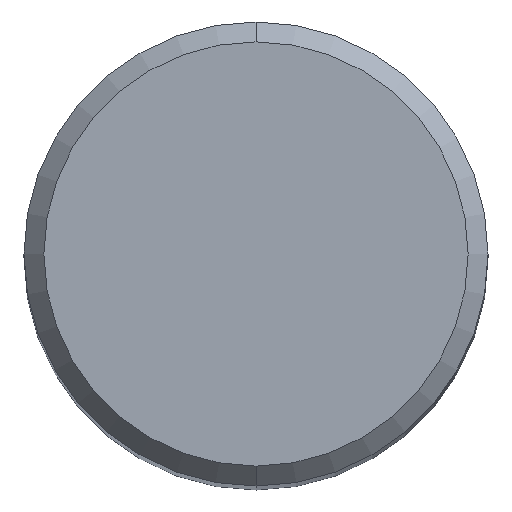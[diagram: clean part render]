
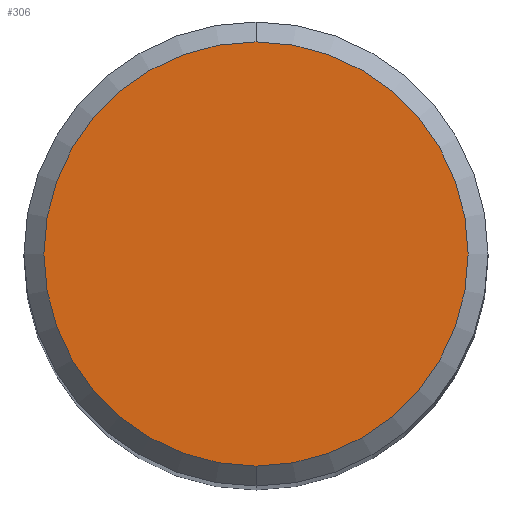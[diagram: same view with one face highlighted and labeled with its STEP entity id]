
A CAD part, top view. The second image highlights one B-rep face of the part: STEP entity #306.
In plain terms, the highlighted planar face has unit normal (0, 0, 1).
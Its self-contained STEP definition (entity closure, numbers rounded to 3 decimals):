
#306=ADVANCED_FACE('',(#620),#621,.T.);
#326=VERTEX_POINT('',#643);
#400=EDGE_CURVE('',#326,#450,#725,.T.);
#434=EDGE_CURVE('',#450,#326,#764,.T.);
#450=VERTEX_POINT('',#781);
#620=FACE_OUTER_BOUND('',#1168,.T.);
#621=PLANE('',#1169);
#643=CARTESIAN_POINT('',(0.0,6.4,0.0));
#725=CIRCLE('',#1359,6.4);
#764=CIRCLE('',#1427,6.4);
#781=CARTESIAN_POINT('',(0.,-6.4,0.0));
#1168=EDGE_LOOP('',(#1646,#1647));
#1169=AXIS2_PLACEMENT_3D('',#1648,#1649,#1650);
#1359=AXIS2_PLACEMENT_3D('',#1772,#1773,#1774);
#1427=AXIS2_PLACEMENT_3D('',#1817,#1818,#1819);
#1646=ORIENTED_EDGE('',*,*,#400,.F.);
#1647=ORIENTED_EDGE('',*,*,#434,.F.);
#1648=CARTESIAN_POINT('',(0.0,3.2,0.0));
#1649=DIRECTION('',(-0.0,0.0,1.0));
#1650=DIRECTION('',(0.0,-1.0,0.0));
#1772=CARTESIAN_POINT('',(0.0,0.0,0.0));
#1773=DIRECTION('',(0.0,0.0,-1.0));
#1774=DIRECTION('',(0.0,1.0,0.0));
#1817=CARTESIAN_POINT('',(0.0,0.0,0.0));
#1818=DIRECTION('',(0.0,0.0,-1.0));
#1819=DIRECTION('',(0.0,1.0,0.0));
